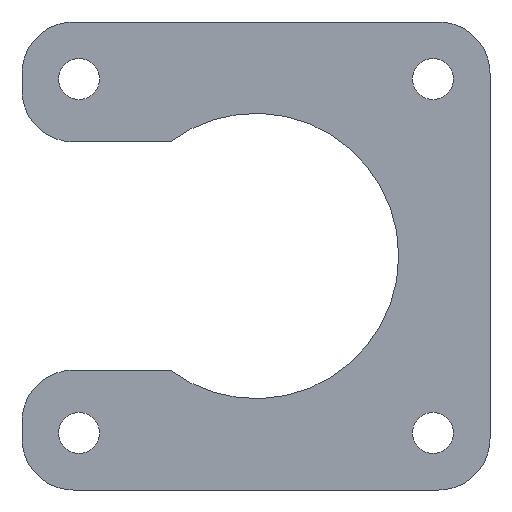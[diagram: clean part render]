
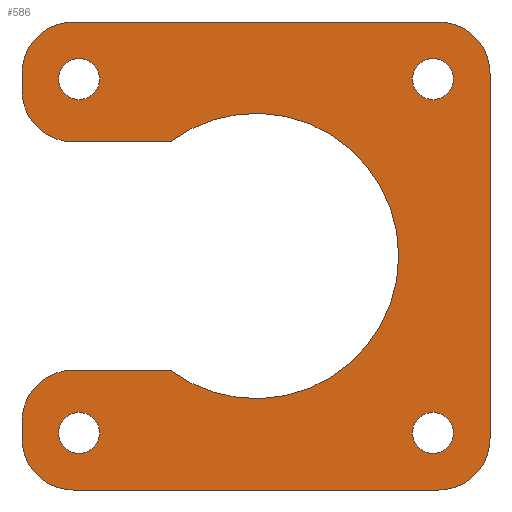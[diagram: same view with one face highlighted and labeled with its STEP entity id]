
A CAD part, front view. The second image highlights one B-rep face of the part: STEP entity #586.
In plain terms, the highlighted planar face has unit normal (0, -1, 0).
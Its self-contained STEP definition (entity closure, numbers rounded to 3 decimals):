
#27=FACE_BOUND('',#116,.T.);
#28=FACE_BOUND('',#117,.T.);
#29=FACE_BOUND('',#118,.T.);
#30=FACE_BOUND('',#119,.T.);
#43=PLANE('',#678);
#75=FACE_OUTER_BOUND('',#115,.T.);
#115=EDGE_LOOP('',(#522,#523,#524,#525,#526,#527,#528,#529,#530,#531,#532,
#533,#534,#535));
#116=EDGE_LOOP('',(#536));
#117=EDGE_LOOP('',(#537));
#118=EDGE_LOOP('',(#538));
#119=EDGE_LOOP('',(#539));
#124=LINE('',#888,#160);
#134=LINE('',#938,#170);
#137=LINE('',#946,#173);
#140=LINE('',#954,#176);
#143=LINE('',#963,#179);
#153=LINE('',#1036,#189);
#155=LINE('',#1042,#191);
#160=VECTOR('',#693,10.);
#170=VECTOR('',#739,10.);
#173=VECTOR('',#748,10.);
#176=VECTOR('',#757,10.);
#179=VECTOR('',#766,10.);
#189=VECTOR('',#862,10.);
#191=VECTOR('',#870,10.);
#193=CIRCLE('',#603,4.5);
#208=CIRCLE('',#621,4.5);
#209=CIRCLE('',#624,4.5);
#210=CIRCLE('',#627,4.5);
#211=CIRCLE('',#630,4.5);
#212=CIRCLE('',#633,4.5);
#233=CIRCLE('',#667,1.8);
#234=CIRCLE('',#669,1.8);
#235=CIRCLE('',#671,1.8);
#236=CIRCLE('',#673,1.8);
#237=CIRCLE('',#676,12.5);
#240=VERTEX_POINT('',#878);
#241=VERTEX_POINT('',#880);
#243=VERTEX_POINT('',#886);
#263=VERTEX_POINT('',#930);
#264=VERTEX_POINT('',#932);
#265=VERTEX_POINT('',#936);
#266=VERTEX_POINT('',#940);
#267=VERTEX_POINT('',#942);
#268=VERTEX_POINT('',#948);
#269=VERTEX_POINT('',#952);
#270=VERTEX_POINT('',#956);
#271=VERTEX_POINT('',#958);
#272=VERTEX_POINT('',#962);
#289=VERTEX_POINT('',#1020);
#290=VERTEX_POINT('',#1024);
#291=VERTEX_POINT('',#1028);
#292=VERTEX_POINT('',#1032);
#293=VERTEX_POINT('',#1038);
#296=EDGE_CURVE('',#240,#241,#193,.T.);
#300=EDGE_CURVE('',#243,#240,#124,.T.);
#322=EDGE_CURVE('',#263,#264,#208,.T.);
#325=EDGE_CURVE('',#263,#265,#134,.T.);
#327=EDGE_CURVE('',#266,#267,#209,.T.);
#329=EDGE_CURVE('',#266,#241,#137,.T.);
#331=EDGE_CURVE('',#268,#265,#210,.T.);
#333=EDGE_CURVE('',#268,#269,#140,.T.);
#335=EDGE_CURVE('',#270,#271,#211,.T.);
#337=EDGE_CURVE('',#272,#271,#143,.T.);
#339=EDGE_CURVE('',#272,#269,#212,.T.);
#365=EDGE_CURVE('',#289,#289,#233,.T.);
#367=EDGE_CURVE('',#290,#290,#234,.T.);
#369=EDGE_CURVE('',#291,#291,#235,.T.);
#371=EDGE_CURVE('',#292,#292,#236,.T.);
#372=EDGE_CURVE('',#270,#267,#153,.T.);
#373=EDGE_CURVE('',#243,#293,#237,.T.);
#375=EDGE_CURVE('',#264,#293,#155,.T.);
#522=ORIENTED_EDGE('',*,*,#296,.F.);
#523=ORIENTED_EDGE('',*,*,#300,.F.);
#524=ORIENTED_EDGE('',*,*,#373,.T.);
#525=ORIENTED_EDGE('',*,*,#375,.F.);
#526=ORIENTED_EDGE('',*,*,#322,.F.);
#527=ORIENTED_EDGE('',*,*,#325,.T.);
#528=ORIENTED_EDGE('',*,*,#331,.F.);
#529=ORIENTED_EDGE('',*,*,#333,.T.);
#530=ORIENTED_EDGE('',*,*,#339,.F.);
#531=ORIENTED_EDGE('',*,*,#337,.T.);
#532=ORIENTED_EDGE('',*,*,#335,.F.);
#533=ORIENTED_EDGE('',*,*,#372,.T.);
#534=ORIENTED_EDGE('',*,*,#327,.F.);
#535=ORIENTED_EDGE('',*,*,#329,.T.);
#536=ORIENTED_EDGE('',*,*,#371,.F.);
#537=ORIENTED_EDGE('',*,*,#367,.F.);
#538=ORIENTED_EDGE('',*,*,#365,.F.);
#539=ORIENTED_EDGE('',*,*,#369,.F.);
#586=ADVANCED_FACE('',(#75,#27,#28,#29,#30),#43,.F.);
#603=AXIS2_PLACEMENT_3D('',#881,#686,#687);
#621=AXIS2_PLACEMENT_3D('',#933,#733,#734);
#624=AXIS2_PLACEMENT_3D('',#943,#743,#744);
#627=AXIS2_PLACEMENT_3D('',#950,#752,#753);
#630=AXIS2_PLACEMENT_3D('',#959,#761,#762);
#633=AXIS2_PLACEMENT_3D('',#966,#770,#771);
#667=AXIS2_PLACEMENT_3D('',#1022,#843,#844);
#669=AXIS2_PLACEMENT_3D('',#1026,#848,#849);
#671=AXIS2_PLACEMENT_3D('',#1030,#853,#854);
#673=AXIS2_PLACEMENT_3D('',#1034,#858,#859);
#676=AXIS2_PLACEMENT_3D('',#1039,#865,#866);
#678=AXIS2_PLACEMENT_3D('',#1043,#871,#872);
#686=DIRECTION('center_axis',(0.,1.,0.));
#687=DIRECTION('ref_axis',(-0.707,0.,-0.707));
#693=DIRECTION('',(-1.,0.,0.));
#733=DIRECTION('center_axis',(0.,1.,0.));
#734=DIRECTION('ref_axis',(-0.707,0.,0.707));
#739=DIRECTION('',(0.,0.,-1.));
#743=DIRECTION('center_axis',(0.,1.,0.));
#744=DIRECTION('ref_axis',(-0.707,0.,0.707));
#748=DIRECTION('',(0.,0.,-1.));
#752=DIRECTION('center_axis',(0.,1.,0.));
#753=DIRECTION('ref_axis',(-0.707,0.,-0.707));
#757=DIRECTION('',(1.,0.,0.));
#761=DIRECTION('center_axis',(0.,1.,0.));
#762=DIRECTION('ref_axis',(0.707,0.,0.707));
#766=DIRECTION('',(0.,0.,1.));
#770=DIRECTION('center_axis',(0.,1.,0.));
#771=DIRECTION('ref_axis',(0.707,0.,-0.707));
#843=DIRECTION('center_axis',(0.,-1.,0.));
#844=DIRECTION('ref_axis',(1.,0.,0.));
#848=DIRECTION('center_axis',(0.,-1.,0.));
#849=DIRECTION('ref_axis',(1.,0.,0.));
#853=DIRECTION('center_axis',(0.,-1.,0.));
#854=DIRECTION('ref_axis',(1.,0.,0.));
#858=DIRECTION('center_axis',(0.,-1.,0.));
#859=DIRECTION('ref_axis',(1.,0.,0.));
#862=DIRECTION('',(-1.,0.,0.));
#865=DIRECTION('center_axis',(0.,1.,0.));
#866=DIRECTION('ref_axis',(1.,0.,0.));
#870=DIRECTION('',(1.,0.,0.));
#871=DIRECTION('center_axis',(0.,1.,0.));
#872=DIRECTION('ref_axis',(1.,0.,0.));
#878=CARTESIAN_POINT('',(4.5,0.,30.5));
#880=CARTESIAN_POINT('',(0.,0.,35.));
#881=CARTESIAN_POINT('Origin',(4.5,0.,35.));
#886=CARTESIAN_POINT('',(13.,0.,30.5));
#888=CARTESIAN_POINT('',(13.,0.,30.5));
#930=CARTESIAN_POINT('',(0.,0.,6.));
#932=CARTESIAN_POINT('',(4.5,0.,10.5));
#933=CARTESIAN_POINT('Origin',(4.5,0.,6.));
#936=CARTESIAN_POINT('',(0.,0.,4.5));
#938=CARTESIAN_POINT('',(0.,0.,41.));
#940=CARTESIAN_POINT('',(0.,0.,36.5));
#942=CARTESIAN_POINT('',(4.5,0.,41.));
#943=CARTESIAN_POINT('Origin',(4.5,0.,36.5));
#946=CARTESIAN_POINT('',(0.,0.,41.));
#948=CARTESIAN_POINT('',(4.5,0.,0.));
#950=CARTESIAN_POINT('Origin',(4.5,0.,4.5));
#952=CARTESIAN_POINT('',(36.5,0.,0.));
#954=CARTESIAN_POINT('',(0.,0.,0.));
#956=CARTESIAN_POINT('',(36.5,0.,41.));
#958=CARTESIAN_POINT('',(41.,0.,36.5));
#959=CARTESIAN_POINT('Origin',(36.5,0.,36.5));
#962=CARTESIAN_POINT('',(41.,0.,4.5));
#963=CARTESIAN_POINT('',(41.,0.,0.));
#966=CARTESIAN_POINT('Origin',(36.5,0.,4.5));
#1020=CARTESIAN_POINT('',(34.2,0.,5.));
#1022=CARTESIAN_POINT('Origin',(36.,0.,5.));
#1024=CARTESIAN_POINT('',(3.2,0.,36.));
#1026=CARTESIAN_POINT('Origin',(5.,0.,36.));
#1028=CARTESIAN_POINT('',(3.2,0.,5.));
#1030=CARTESIAN_POINT('Origin',(5.,0.,5.));
#1032=CARTESIAN_POINT('',(34.2,0.,36.));
#1034=CARTESIAN_POINT('Origin',(36.,0.,36.));
#1036=CARTESIAN_POINT('',(41.,0.,41.));
#1038=CARTESIAN_POINT('',(13.,0.,10.5));
#1039=CARTESIAN_POINT('Origin',(20.5,0.,20.5));
#1042=CARTESIAN_POINT('',(0.,0.,10.5));
#1043=CARTESIAN_POINT('Origin',(20.5,0.,20.5));
